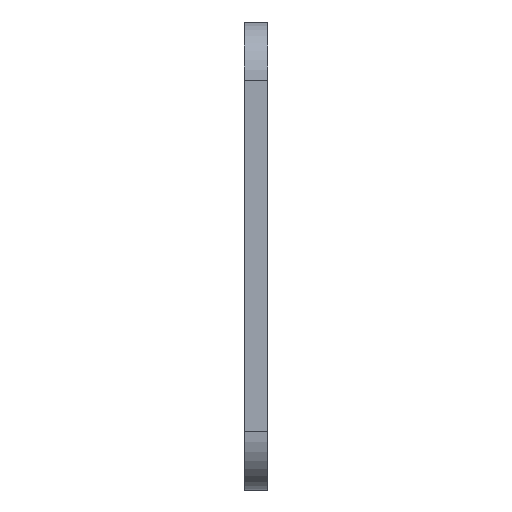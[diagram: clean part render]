
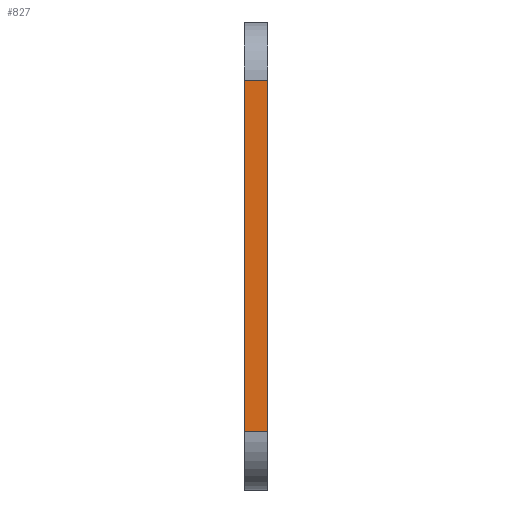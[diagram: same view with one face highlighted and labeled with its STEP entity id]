
A CAD part, left-side view. The second image highlights one B-rep face of the part: STEP entity #827.
In plain terms, the highlighted planar face has unit normal (-1, 0, 0).
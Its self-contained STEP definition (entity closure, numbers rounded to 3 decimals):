
#28=DIRECTION('',(0.,0.,1.));
#29=VECTOR('',#28,30.);
#30=CARTESIAN_POINT('',(-75.,0.,-15.));
#31=LINE('',#30,#29);
#185=DIRECTION('',(0.,1.,0.));
#186=VECTOR('',#185,2.);
#187=CARTESIAN_POINT('',(-75.,0.,15.));
#188=LINE('',#187,#186);
#189=DIRECTION('',(0.,1.,0.));
#190=VECTOR('',#189,2.);
#191=CARTESIAN_POINT('',(-75.,0.,-15.));
#192=LINE('',#191,#190);
#222=DIRECTION('',(0.,0.,1.));
#223=VECTOR('',#222,30.);
#224=CARTESIAN_POINT('',(-75.,2.,-15.));
#225=LINE('',#224,#223);
#533=CARTESIAN_POINT('',(-75.,0.,-15.));
#534=VERTEX_POINT('',#533);
#535=CARTESIAN_POINT('',(-75.,0.,15.));
#536=VERTEX_POINT('',#535);
#613=CARTESIAN_POINT('',(-75.,2.,-15.));
#614=VERTEX_POINT('',#613);
#615=CARTESIAN_POINT('',(-75.,2.,15.));
#616=VERTEX_POINT('',#615);
#814=CARTESIAN_POINT('',(-75.,1.,0.));
#815=DIRECTION('',(1.,0.,0.));
#816=DIRECTION('',(0.,0.,1.));
#817=AXIS2_PLACEMENT_3D('',#814,#815,#816);
#818=PLANE('',#817);
#819=ORIENTED_EDGE('',*,*,#698,.F.);
#821=ORIENTED_EDGE('',*,*,#820,.T.);
#823=ORIENTED_EDGE('',*,*,#822,.T.);
#824=ORIENTED_EDGE('',*,*,#806,.F.);
#825=EDGE_LOOP('',(#819,#821,#823,#824));
#826=FACE_OUTER_BOUND('',#825,.F.);
#827=ADVANCED_FACE('',(#826),#818,.F.);
#698=EDGE_CURVE('',#534,#536,#31,.T.);
#806=EDGE_CURVE('',#536,#616,#188,.T.);
#820=EDGE_CURVE('',#534,#614,#192,.T.);
#822=EDGE_CURVE('',#614,#616,#225,.T.);
